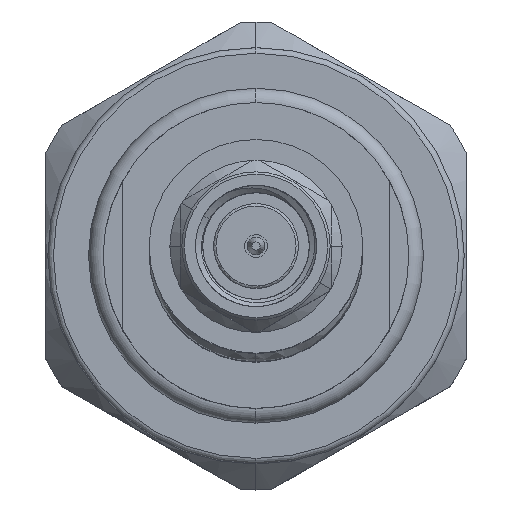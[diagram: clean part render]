
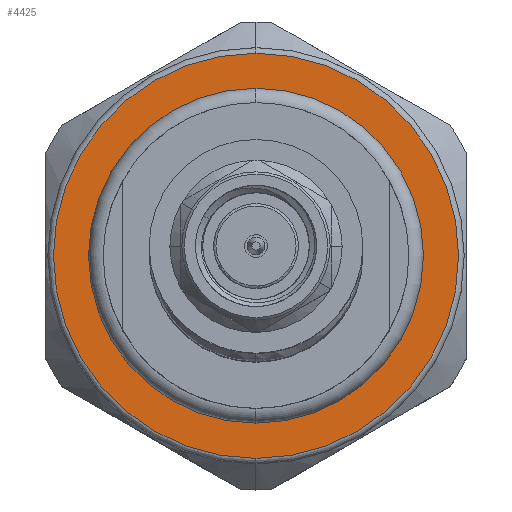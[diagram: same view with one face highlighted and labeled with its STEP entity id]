
A CAD part, top view. The second image highlights one B-rep face of the part: STEP entity #4425.
In plain terms, the highlighted face is planar.
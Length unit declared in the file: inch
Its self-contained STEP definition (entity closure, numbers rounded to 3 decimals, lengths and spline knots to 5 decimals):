
#102 = CARTESIAN_POINT ( 'NONE',  ( 0.4904, -0.41765, 0. ) ) ;
#437 = VERTEX_POINT ( 'NONE', #4868 ) ;
#629 = PLANE ( 'NONE',  #8344 ) ;
#766 = AXIS2_PLACEMENT_3D ( 'NONE', #8656, #1190, #6604 ) ;
#1007 = DIRECTION ( 'NONE',  ( -1., 0., 0. ) ) ;
#1190 = DIRECTION ( 'NONE',  ( -1., 0., 0. ) ) ;
#1288 = DIRECTION ( 'NONE',  ( 1., 0., 0. ) ) ;
#1327 = DIRECTION ( 'NONE',  ( 0., 1., 0. ) ) ;
#1375 = CARTESIAN_POINT ( 'NONE',  ( 0.4904, 0., 0. ) ) ;
#2811 = DIRECTION ( 'NONE',  ( 0., -1., 0. ) ) ;
#3482 = DIRECTION ( 'NONE',  ( -1., 0., 0. ) ) ;
#3521 = VERTEX_POINT ( 'NONE', #3772 ) ;
#3608 = CARTESIAN_POINT ( 'NONE',  ( 0.4904, 0., 0. ) ) ;
#3610 = VERTEX_POINT ( 'NONE', #102 ) ;
#3772 = CARTESIAN_POINT ( 'NONE',  ( 0.4904, 0.41765, 0. ) ) ;
#3997 = CIRCLE ( 'NONE', #7426, 0.41765 ) ;
#4231 = EDGE_CURVE ( 'NONE', #437, #5083, #5077, .T. ) ;
#4298 = AXIS2_PLACEMENT_3D ( 'NONE', #6995, #7846, #6334 ) ;
#4425 = ADVANCED_FACE ( 'NONE', ( #8709, #6656 ), #629, .T. ) ;
#4547 = EDGE_CURVE ( 'NONE', #5083, #437, #8717, .T. ) ;
#4755 = EDGE_CURVE ( 'NONE', #3521, #3610, #6716, .T. ) ;
#4868 = CARTESIAN_POINT ( 'NONE',  ( 0.4904, -0.32244, 0. ) ) ;
#4932 = CARTESIAN_POINT ( 'NONE',  ( 0.4904, 0.32244, 0. ) ) ;
#4999 = EDGE_LOOP ( 'NONE', ( #6403, #6459 ) ) ;
#5077 = CIRCLE ( 'NONE', #5356, 0.32244 ) ;
#5083 = VERTEX_POINT ( 'NONE', #4932 ) ;
#5356 = AXIS2_PLACEMENT_3D ( 'NONE', #3608, #1007, #8473 ) ;
#5715 = ORIENTED_EDGE ( 'NONE', *, *, #7803, .F. ) ;
#6070 = ORIENTED_EDGE ( 'NONE', *, *, #4755, .F. ) ;
#6334 = DIRECTION ( 'NONE',  ( 0., -1., 0. ) ) ;
#6403 = ORIENTED_EDGE ( 'NONE', *, *, #4231, .T. ) ;
#6459 = ORIENTED_EDGE ( 'NONE', *, *, #4547, .T. ) ;
#6594 = EDGE_LOOP ( 'NONE', ( #5715, #6070 ) ) ;
#6604 = DIRECTION ( 'NONE',  ( 0., -1., 0. ) ) ;
#6656 = FACE_OUTER_BOUND ( 'NONE', #6594, .T. ) ;
#6716 = CIRCLE ( 'NONE', #4298, 0.41765 ) ;
#6873 = CARTESIAN_POINT ( 'NONE',  ( 0.4904, 0., 0. ) ) ;
#6995 = CARTESIAN_POINT ( 'NONE',  ( 0.4904, 0., 0. ) ) ;
#7426 = AXIS2_PLACEMENT_3D ( 'NONE', #6873, #3482, #2811 ) ;
#7803 = EDGE_CURVE ( 'NONE', #3610, #3521, #3997, .T. ) ;
#7846 = DIRECTION ( 'NONE',  ( -1., 0., 0. ) ) ;
#8344 = AXIS2_PLACEMENT_3D ( 'NONE', #1375, #1288, #1327 ) ;
#8473 = DIRECTION ( 'NONE',  ( 0., -1., 0. ) ) ;
#8656 = CARTESIAN_POINT ( 'NONE',  ( 0.4904, 0., 0. ) ) ;
#8709 = FACE_BOUND ( 'NONE', #4999, .T. ) ;
#8717 = CIRCLE ( 'NONE', #766, 0.32244 ) ;
